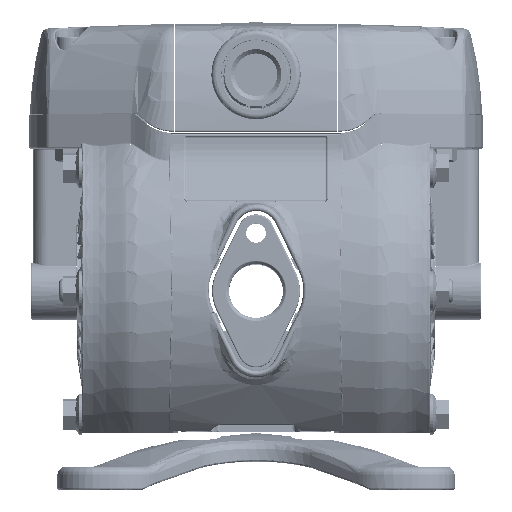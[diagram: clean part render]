
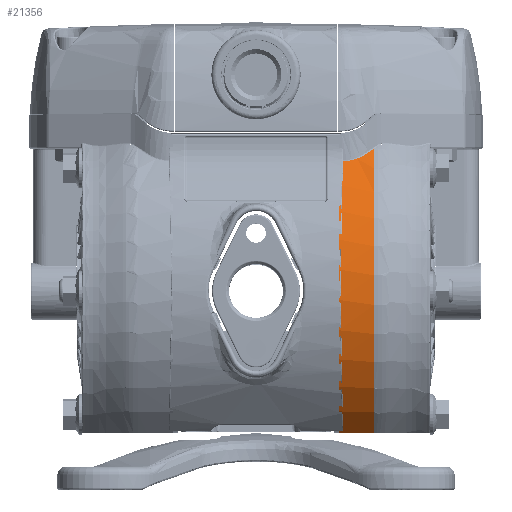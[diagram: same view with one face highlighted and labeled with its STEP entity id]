
A CAD part, top view. The second image highlights one B-rep face of the part: STEP entity #21356.
In plain terms, the highlighted cylindrical face has radius 65 mm (diameter 130 mm), a partial arc.
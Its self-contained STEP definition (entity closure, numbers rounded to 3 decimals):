
#5035 = ORIENTED_EDGE ( 'NONE', *, *, #130708, .F. ) ;
#10152 = CARTESIAN_POINT ( 'NONE',  ( 36.879, 47.196, 44.697 ) ) ;
#19775 = CIRCLE ( 'NONE', #136408, 65. ) ;
#19786 = CARTESIAN_POINT ( 'NONE',  ( 38.5, -50.027, 41.5 ) ) ;
#21356 = ADVANCED_FACE ( 'NONE', ( #65530 ), #221770, .T. ) ;
#22175 = VERTEX_POINT ( 'NONE', #235193 ) ;
#23270 = DIRECTION ( 'NONE',  ( -1., 0., 0. ) ) ;
#29896 = CARTESIAN_POINT ( 'NONE',  ( 30.22, 45.71, 46.213 ) ) ;
#33968 = CARTESIAN_POINT ( 'NONE',  ( 34.954, 46.453, 45.466 ) ) ;
#34103 = EDGE_CURVE ( 'NONE', #244612, #226780, #246819, .T. ) ;
#43324 = CIRCLE ( 'NONE', #104162, 65. ) ;
#48797 = CARTESIAN_POINT ( 'NONE',  ( 39.544, 48.784, 42.954 ) ) ;
#50087 = B_SPLINE_CURVE_WITH_KNOTS ( 'NONE', 3,
 ( #119208, #261317, #190757, #48797 ),
 .UNSPECIFIED., .F., .F.,
 ( 4, 4 ),
 ( 0., 0.002 ),
 .UNSPECIFIED. ) ;
#50275 = CARTESIAN_POINT ( 'NONE',  ( 165.929, 45.71, 46.213 ) ) ;
#50572 = EDGE_CURVE ( 'NONE', #255813, #237718, #156378, .T. ) ;
#56564 = CARTESIAN_POINT ( 'NONE',  ( 41.734, 50.326, 41.137 ) ) ;
#57525 = VECTOR ( 'NONE', #143481, 1000. ) ;
#57852 = CARTESIAN_POINT ( 'NONE',  ( 33.719, 46.11, 45.814 ) ) ;
#63121 = CARTESIAN_POINT ( 'NONE',  ( 41.734, 50.326, 41.137 ) ) ;
#64926 = DIRECTION ( 'NONE',  ( -1., 0., 0. ) ) ;
#65530 = FACE_OUTER_BOUND ( 'NONE', #114360, .T. ) ;
#66613 = VECTOR ( 'NONE', #136155, 1000. ) ;
#72100 = DIRECTION ( 'NONE',  ( -1., 0., 0. ) ) ;
#73965 = LINE ( 'NONE', #112353, #66613 ) ;
#81646 = CARTESIAN_POINT ( 'NONE',  ( 31.995, 45.789, 46.135 ) ) ;
#83854 = ORIENTED_EDGE ( 'NONE', *, *, #214894, .F. ) ;
#88350 = CARTESIAN_POINT ( 'NONE',  ( 29.2, 45.71, 46.213 ) ) ;
#104162 = AXIS2_PLACEMENT_3D ( 'NONE', #258797, #116677, #282430 ) ;
#105533 = CARTESIAN_POINT ( 'NONE',  ( 30.22, 45.71, 46.213 ) ) ;
#110756 = DIRECTION ( 'NONE',  ( -1., 0., 0. ) ) ;
#110822 = CARTESIAN_POINT ( 'NONE',  ( 41.141, 49.916, 41.634 ) ) ;
#112353 = CARTESIAN_POINT ( 'NONE',  ( 29.2, -50.027, 41.5 ) ) ;
#114360 = EDGE_LOOP ( 'NONE', ( #289024, #130582, #83854, #285826, #220877, #5035, #200595, #225133, #125646 ) ) ;
#116677 = DIRECTION ( 'NONE',  ( -1., 0., 0. ) ) ;
#118597 = DIRECTION ( 'NONE',  ( 0., -1., 0. ) ) ;
#119208 = CARTESIAN_POINT ( 'NONE',  ( 41.141, 49.916, 41.634 ) ) ;
#125646 = ORIENTED_EDGE ( 'NONE', *, *, #231735, .T. ) ;
#128307 = CARTESIAN_POINT ( 'NONE',  ( 39.544, 48.784, 42.954 ) ) ;
#128711 = VERTEX_POINT ( 'NONE', #295617 ) ;
#130582 = ORIENTED_EDGE ( 'NONE', *, *, #34103, .T. ) ;
#130708 = EDGE_CURVE ( 'NONE', #128711, #237718, #226027, .T. ) ;
#135554 = VERTEX_POINT ( 'NONE', #56564 ) ;
#136155 = DIRECTION ( 'NONE',  ( 1., 0., 0. ) ) ;
#136408 = AXIS2_PLACEMENT_3D ( 'NONE', #214191, #72100, #238029 ) ;
#143481 = DIRECTION ( 'NONE',  ( -1., 0., 0. ) ) ;
#147139 = EDGE_CURVE ( 'NONE', #128711, #135554, #43324, .T. ) ;
#152160 = CARTESIAN_POINT ( 'NONE',  ( 38.29, 47.941, 43.897 ) ) ;
#156378 = CIRCLE ( 'NONE', #240256, 65. ) ;
#175984 = CARTESIAN_POINT ( 'NONE',  ( 36.134, 46.867, 45.041 ) ) ;
#190757 = CARTESIAN_POINT ( 'NONE',  ( 40.076, 49.168, 42.519 ) ) ;
#195371 = EDGE_CURVE ( 'NONE', #135554, #289510, #285679, .T. ) ;
#199915 = CARTESIAN_POINT ( 'NONE',  ( 34.55, 46.329, 45.593 ) ) ;
#200595 = ORIENTED_EDGE ( 'NONE', *, *, #147139, .T. ) ;
#214191 = CARTESIAN_POINT ( 'NONE',  ( 29.2, 0., 0. ) ) ;
#214894 = EDGE_CURVE ( 'NONE', #291598, #226780, #19775, .T. ) ;
#220877 = ORIENTED_EDGE ( 'NONE', *, *, #50572, .T. ) ;
#221770 = CYLINDRICAL_SURFACE ( 'NONE', #296353, 65. ) ;
#223816 = CARTESIAN_POINT ( 'NONE',  ( 33.289, 46.016, 45.908 ) ) ;
#225133 = ORIENTED_EDGE ( 'NONE', *, *, #195371, .T. ) ;
#226027 = LINE ( 'NONE', #229877, #288740 ) ;
#226780 = VERTEX_POINT ( 'NONE', #88350 ) ;
#229877 = CARTESIAN_POINT ( 'NONE',  ( 165.929, -50., 41.533 ) ) ;
#231735 = EDGE_CURVE ( 'NONE', #289510, #22175, #50087, .T. ) ;
#234024 = EDGE_CURVE ( 'NONE', #22175, #244612, #268607, .T. ) ;
#234595 = EDGE_CURVE ( 'NONE', #291598, #255813, #73965, .T. ) ;
#235193 = CARTESIAN_POINT ( 'NONE',  ( 39.544, 48.784, 42.954 ) ) ;
#237718 = VERTEX_POINT ( 'NONE', #254285 ) ;
#238029 = DIRECTION ( 'NONE',  ( 0., -1., 0. ) ) ;
#240256 = AXIS2_PLACEMENT_3D ( 'NONE', #252875, #110756, #276530 ) ;
#244612 = VERTEX_POINT ( 'NONE', #29896 ) ;
#246819 = LINE ( 'NONE', #50275, #57525 ) ;
#247654 = CARTESIAN_POINT ( 'NONE',  ( 31.116, 45.71, 46.213 ) ) ;
#250868 = CARTESIAN_POINT ( 'NONE',  ( 41.536, 50.19, 41.303 ) ) ;
#252875 = CARTESIAN_POINT ( 'NONE',  ( 38.5, 0., 0. ) ) ;
#252928 = CARTESIAN_POINT ( 'NONE',  ( 41.339, 50.054, 41.469 ) ) ;
#254285 = CARTESIAN_POINT ( 'NONE',  ( 38.5, -50., 41.533 ) ) ;
#255813 = VERTEX_POINT ( 'NONE', #19786 ) ;
#257995 = CARTESIAN_POINT ( 'NONE',  ( 41.141, 49.916, 41.634 ) ) ;
#258797 = CARTESIAN_POINT ( 'NONE',  ( 41.734, 0., 0. ) ) ;
#261317 = CARTESIAN_POINT ( 'NONE',  ( 40.608, 49.545, 42.079 ) ) ;
#268607 = B_SPLINE_CURVE_WITH_KNOTS ( 'NONE', 3,
 ( #128307, #270304, #152160, #10152, #175984, #33968, #199915, #57852, #223816, #81646, #247654, #105533 ),
 .UNSPECIFIED., .F., .F.,
 ( 4, 2, 2, 2, 2, 4 ),
 ( 0., 0.003, 0.005, 0.007, 0.008, 0.011 ),
 .UNSPECIFIED. ) ;
#270304 = CARTESIAN_POINT ( 'NONE',  ( 38.941, 48.349, 43.448 ) ) ;
#276530 = DIRECTION ( 'NONE',  ( 0., -1., 0. ) ) ;
#282430 = DIRECTION ( 'NONE',  ( 0., -1., 0. ) ) ;
#285679 = B_SPLINE_CURVE_WITH_KNOTS ( 'NONE', 3,
 ( #63121, #250868, #252928, #110822 ),
 .UNSPECIFIED., .F., .F.,
 ( 4, 4 ),
 ( 0., 0.001 ),
 .UNSPECIFIED. ) ;
#285826 = ORIENTED_EDGE ( 'NONE', *, *, #234595, .T. ) ;
#288740 = VECTOR ( 'NONE', #64926, 1000. ) ;
#289024 = ORIENTED_EDGE ( 'NONE', *, *, #234024, .T. ) ;
#289510 = VERTEX_POINT ( 'NONE', #257995 ) ;
#291598 = VERTEX_POINT ( 'NONE', #302343 ) ;
#295617 = CARTESIAN_POINT ( 'NONE',  ( 41.734, -50., 41.533 ) ) ;
#296353 = AXIS2_PLACEMENT_3D ( 'NONE', #306043, #23270, #118597 ) ;
#302343 = CARTESIAN_POINT ( 'NONE',  ( 29.2, -50.027, 41.5 ) ) ;
#306043 = CARTESIAN_POINT ( 'NONE',  ( 165.929, 0., 0. ) ) ;
